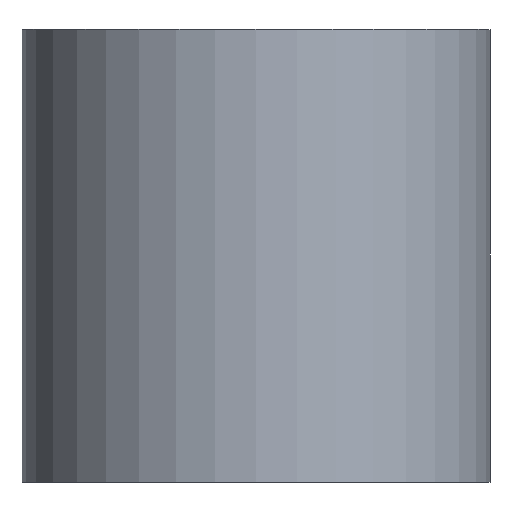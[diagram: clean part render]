
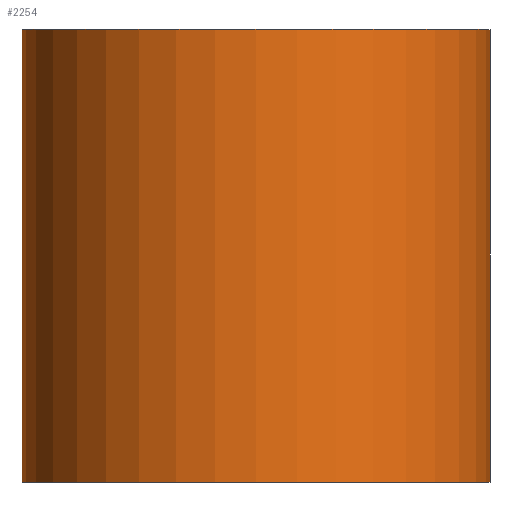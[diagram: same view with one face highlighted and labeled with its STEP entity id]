
A CAD part, top view. The second image highlights one B-rep face of the part: STEP entity #2254.
In plain terms, the highlighted cylindrical face has radius 23.249 mm (diameter 46.498 mm), a partial arc.
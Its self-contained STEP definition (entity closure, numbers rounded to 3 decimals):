
#8 = DIRECTION ( 'NONE',  ( 1., 0., 0. ) ) ;
#17 = CARTESIAN_POINT ( 'NONE',  ( 22.999, 45., 0. ) ) ;
#111 = VERTEX_POINT ( 'NONE', #17 ) ;
#149 = CARTESIAN_POINT ( 'NONE',  ( -0.25, 45., 0. ) ) ;
#153 = LINE ( 'NONE', #1542, #1063 ) ;
#283 = ORIENTED_EDGE ( 'NONE', *, *, #814, .F. ) ;
#514 = FACE_OUTER_BOUND ( 'NONE', #883, .T. ) ;
#609 = ORIENTED_EDGE ( 'NONE', *, *, #1540, .F. ) ;
#637 = DIRECTION ( 'NONE',  ( 0., -1., 0. ) ) ;
#814 = EDGE_CURVE ( 'NONE', #2255, #1306, #1183, .T. ) ;
#820 = CARTESIAN_POINT ( 'NONE',  ( -23.499, 45., 0. ) ) ;
#864 = DIRECTION ( 'NONE',  ( 0., -1., 0. ) ) ;
#869 = DIRECTION ( 'NONE',  ( 0., -1., 0. ) ) ;
#883 = EDGE_LOOP ( 'NONE', ( #283, #609, #1524, #2230 ) ) ;
#1036 = DIRECTION ( 'NONE',  ( 1., 0., 0. ) ) ;
#1063 = VECTOR ( 'NONE', #637, 1000. ) ;
#1101 = CARTESIAN_POINT ( 'NONE',  ( -0.25, 45., 0. ) ) ;
#1107 = EDGE_CURVE ( 'NONE', #111, #1665, #1797, .T. ) ;
#1183 = CIRCLE ( 'NONE', #1912, 23.249 ) ;
#1210 = CARTESIAN_POINT ( 'NONE',  ( -0.25, 0., 0. ) ) ;
#1306 = VERTEX_POINT ( 'NONE', #1982 ) ;
#1483 = LINE ( 'NONE', #2187, #1539 ) ;
#1524 = ORIENTED_EDGE ( 'NONE', *, *, #1107, .T. ) ;
#1539 = VECTOR ( 'NONE', #1945, 1000. ) ;
#1540 = EDGE_CURVE ( 'NONE', #111, #2255, #1483, .T. ) ;
#1542 = CARTESIAN_POINT ( 'NONE',  ( -23.499, 45., 0. ) ) ;
#1547 = CYLINDRICAL_SURFACE ( 'NONE', #1888, 23.249 ) ;
#1567 = DIRECTION ( 'NONE',  ( 0., 0., -1. ) ) ;
#1577 = DIRECTION ( 'NONE',  ( 0., -1., 0. ) ) ;
#1589 = CARTESIAN_POINT ( 'NONE',  ( 22.999, 0., 0. ) ) ;
#1653 = EDGE_CURVE ( 'NONE', #1665, #1306, #153, .T. ) ;
#1665 = VERTEX_POINT ( 'NONE', #820 ) ;
#1797 = CIRCLE ( 'NONE', #2020, 23.249 ) ;
#1888 = AXIS2_PLACEMENT_3D ( 'NONE', #149, #869, #1567 ) ;
#1912 = AXIS2_PLACEMENT_3D ( 'NONE', #1210, #864, #1036 ) ;
#1945 = DIRECTION ( 'NONE',  ( 0., -1., 0. ) ) ;
#1982 = CARTESIAN_POINT ( 'NONE',  ( -23.499, 0., 0. ) ) ;
#2020 = AXIS2_PLACEMENT_3D ( 'NONE', #1101, #1577, #8 ) ;
#2187 = CARTESIAN_POINT ( 'NONE',  ( 22.999, 45., 0. ) ) ;
#2230 = ORIENTED_EDGE ( 'NONE', *, *, #1653, .T. ) ;
#2254 = ADVANCED_FACE ( 'NONE', ( #514 ), #1547, .T. ) ;
#2255 = VERTEX_POINT ( 'NONE', #1589 ) ;
